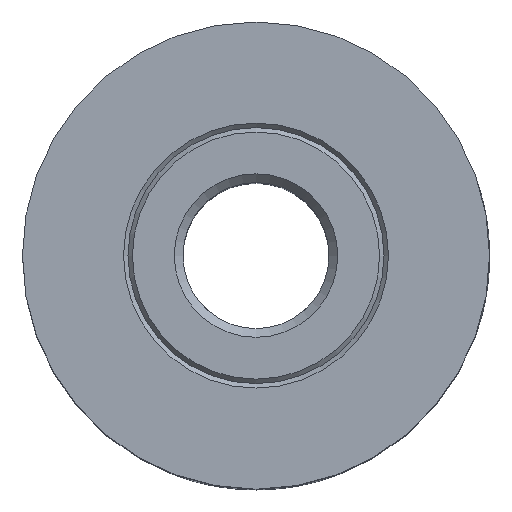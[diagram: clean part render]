
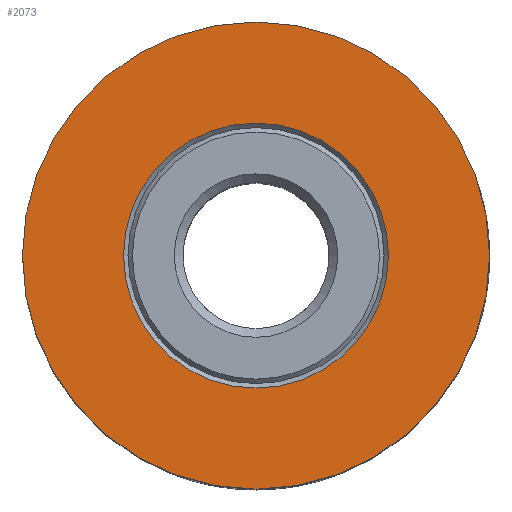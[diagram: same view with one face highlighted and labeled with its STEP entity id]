
A CAD part, top view. The second image highlights one B-rep face of the part: STEP entity #2073.
In plain terms, the highlighted planar face has unit normal (0, 0, 1).
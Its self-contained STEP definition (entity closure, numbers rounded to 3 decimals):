
#23=PLANE('',#2384);
#56=FACE_BOUND('',#488,.T.);
#235=CIRCLE('',#2383,4.536);
#236=CIRCLE('',#2385,8.);
#361=FACE_OUTER_BOUND('',#487,.T.);
#487=EDGE_LOOP('',(#1687));
#488=EDGE_LOOP('',(#1688));
#1034=VERTEX_POINT('',#4560);
#1035=VERTEX_POINT('',#4564);
#1299=EDGE_CURVE('',#1034,#1034,#235,.T.);
#1300=EDGE_CURVE('',#1035,#1035,#236,.T.);
#1687=ORIENTED_EDGE('',*,*,#1300,.F.);
#1688=ORIENTED_EDGE('',*,*,#1299,.T.);
#2073=ADVANCED_FACE('',(#361,#56),#23,.F.);
#2383=AXIS2_PLACEMENT_3D('',#4562,#2942,#2943);
#2384=AXIS2_PLACEMENT_3D('',#4563,#2944,#2945);
#2385=AXIS2_PLACEMENT_3D('',#4565,#2946,#2947);
#2942=DIRECTION('center_axis',(0.,0.,-1.));
#2943=DIRECTION('ref_axis',(1.,0.,0.));
#2944=DIRECTION('center_axis',(0.,0.,-1.));
#2945=DIRECTION('ref_axis',(1.,0.,0.));
#2946=DIRECTION('center_axis',(0.,0.,-1.));
#2947=DIRECTION('ref_axis',(1.,0.,0.));
#4560=CARTESIAN_POINT('',(4.536,0.,16.));
#4562=CARTESIAN_POINT('Origin',(0.,0.,
16.));
#4563=CARTESIAN_POINT('Origin',(0.,0.,
16.));
#4564=CARTESIAN_POINT('',(-8.,0.,16.));
#4565=CARTESIAN_POINT('Origin',(0.,0.,
16.));
